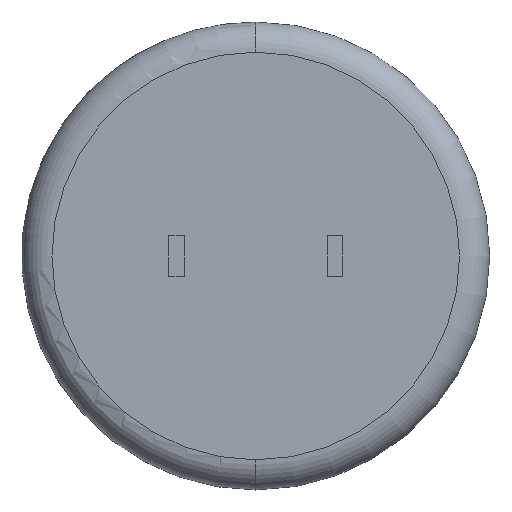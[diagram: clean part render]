
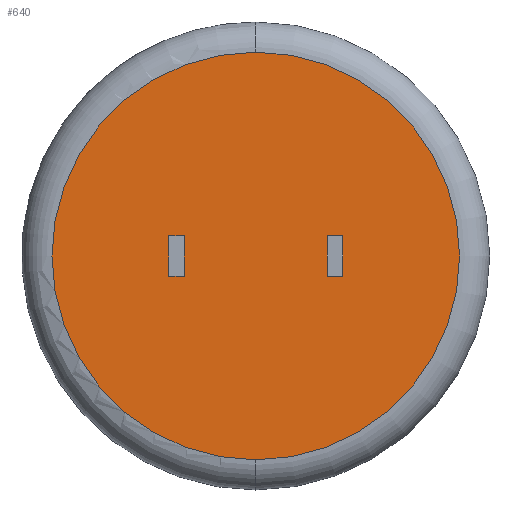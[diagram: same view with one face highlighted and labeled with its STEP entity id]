
A CAD part, front view. The second image highlights one B-rep face of the part: STEP entity #640.
In plain terms, the highlighted planar face has unit normal (0, -1, 0).
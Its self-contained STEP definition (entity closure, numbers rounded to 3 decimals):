
#11 = CARTESIAN_POINT ( 'NONE',  ( -2.79, 0., -0.65 ) ) ;
#20 = CARTESIAN_POINT ( 'NONE',  ( -2.79, 0., 0.65 ) ) ;
#70 = EDGE_CURVE ( 'NONE', #739, #2677, #599, .T. ) ;
#91 = CARTESIAN_POINT ( 'NONE',  ( -2.79, 0., -0.65 ) ) ;
#123 = EDGE_CURVE ( 'NONE', #1278, #196, #737, .T. ) ;
#130 = VECTOR ( 'NONE', #2511, 1000. ) ;
#161 = LINE ( 'NONE', #1660, #759 ) ;
#171 = ORIENTED_EDGE ( 'NONE', *, *, #398, .F. ) ;
#183 = CARTESIAN_POINT ( 'NONE',  ( 0., 0., 0. ) ) ;
#196 = VERTEX_POINT ( 'NONE', #894 ) ;
#208 = CARTESIAN_POINT ( 'NONE',  ( 0., 0., 0. ) ) ;
#224 = VERTEX_POINT ( 'NONE', #11 ) ;
#236 = DIRECTION ( 'NONE',  ( 1., 0., 0. ) ) ;
#398 = EDGE_CURVE ( 'NONE', #224, #1084, #863, .T. ) ;
#436 = LINE ( 'NONE', #724, #1849 ) ;
#454 = AXIS2_PLACEMENT_3D ( 'NONE', #208, #1116, #2593 ) ;
#478 = DIRECTION ( 'NONE',  ( -1., 0., 0. ) ) ;
#506 = CARTESIAN_POINT ( 'NONE',  ( 2.79, 0., 0. ) ) ;
#555 = CARTESIAN_POINT ( 'NONE',  ( 2.79, 0., -0.65 ) ) ;
#567 = CARTESIAN_POINT ( 'NONE',  ( -2.79, 0., 0.65 ) ) ;
#599 = LINE ( 'NONE', #609, #2101 ) ;
#609 = CARTESIAN_POINT ( 'NONE',  ( 2.29, 0., -0.65 ) ) ;
#621 = DIRECTION ( 'NONE',  ( 0., 0., -1. ) ) ;
#640 = ADVANCED_FACE ( 'NONE', ( #1208, #1588, #1686 ), #1910, .F. ) ;
#674 = DIRECTION ( 'NONE',  ( 0., 0., 1. ) ) ;
#724 = CARTESIAN_POINT ( 'NONE',  ( 2.29, 0., 0.65 ) ) ;
#725 = VERTEX_POINT ( 'NONE', #2351 ) ;
#727 = LINE ( 'NONE', #1266, #1328 ) ;
#737 = LINE ( 'NONE', #20, #2567 ) ;
#739 = VERTEX_POINT ( 'NONE', #1111 ) ;
#759 = VECTOR ( 'NONE', #621, 1000. ) ;
#821 = DIRECTION ( 'NONE',  ( 0., 1., 0. ) ) ;
#837 = DIRECTION ( 'NONE',  ( 0., 0., -1. ) ) ;
#851 = LINE ( 'NONE', #506, #2316 ) ;
#863 = LINE ( 'NONE', #91, #130 ) ;
#869 = ORIENTED_EDGE ( 'NONE', *, *, #1836, .F. ) ;
#887 = AXIS2_PLACEMENT_3D ( 'NONE', #2548, #1057, #674 ) ;
#894 = CARTESIAN_POINT ( 'NONE',  ( -2.29, 0., 0.65 ) ) ;
#896 = LINE ( 'NONE', #1566, #1125 ) ;
#897 = EDGE_CURVE ( 'NONE', #224, #1278, #896, .T. ) ;
#986 = ORIENTED_EDGE ( 'NONE', *, *, #2156, .F. ) ;
#992 = CARTESIAN_POINT ( 'NONE',  ( 2.29, 0., 0.65 ) ) ;
#1057 = DIRECTION ( 'NONE',  ( 0., -1., 0. ) ) ;
#1084 = VERTEX_POINT ( 'NONE', #1194 ) ;
#1111 = CARTESIAN_POINT ( 'NONE',  ( 2.29, 0., -0.65 ) ) ;
#1116 = DIRECTION ( 'NONE',  ( 0., -1., 0. ) ) ;
#1121 = ORIENTED_EDGE ( 'NONE', *, *, #123, .T. ) ;
#1125 = VECTOR ( 'NONE', #1985, 1000. ) ;
#1161 = CIRCLE ( 'NONE', #454, 6.532 ) ;
#1170 = AXIS2_PLACEMENT_3D ( 'NONE', #183, #821, #2748 ) ;
#1194 = CARTESIAN_POINT ( 'NONE',  ( -2.29, 0., -0.65 ) ) ;
#1208 = FACE_OUTER_BOUND ( 'NONE', #1487, .T. ) ;
#1266 = CARTESIAN_POINT ( 'NONE',  ( 2.29, 0., -0.65 ) ) ;
#1278 = VERTEX_POINT ( 'NONE', #567 ) ;
#1328 = VECTOR ( 'NONE', #837, 1000. ) ;
#1343 = EDGE_CURVE ( 'NONE', #2610, #725, #2630, .T. ) ;
#1455 = ORIENTED_EDGE ( 'NONE', *, *, #70, .F. ) ;
#1487 = EDGE_LOOP ( 'NONE', ( #1696, #2402 ) ) ;
#1499 = EDGE_LOOP ( 'NONE', ( #869, #1575, #986, #1455 ) ) ;
#1535 = EDGE_LOOP ( 'NONE', ( #2100, #1121, #2437, #171 ) ) ;
#1566 = CARTESIAN_POINT ( 'NONE',  ( -2.79, 0., 0. ) ) ;
#1575 = ORIENTED_EDGE ( 'NONE', *, *, #2529, .F. ) ;
#1588 = FACE_BOUND ( 'NONE', #1535, .T. ) ;
#1660 = CARTESIAN_POINT ( 'NONE',  ( -2.29, 0., 0.65 ) ) ;
#1686 = FACE_BOUND ( 'NONE', #1499, .T. ) ;
#1696 = ORIENTED_EDGE ( 'NONE', *, *, #2423, .T. ) ;
#1752 = VERTEX_POINT ( 'NONE', #992 ) ;
#1806 = CARTESIAN_POINT ( 'NONE',  ( 0., 0., -6.532 ) ) ;
#1836 = EDGE_CURVE ( 'NONE', #1752, #739, #727, .T. ) ;
#1849 = VECTOR ( 'NONE', #478, 1000. ) ;
#1850 = EDGE_CURVE ( 'NONE', #196, #1084, #161, .T. ) ;
#1903 = DIRECTION ( 'NONE',  ( 1., 0., 0. ) ) ;
#1910 = PLANE ( 'NONE',  #1170 ) ;
#1985 = DIRECTION ( 'NONE',  ( 0., 0., 1. ) ) ;
#2100 = ORIENTED_EDGE ( 'NONE', *, *, #897, .T. ) ;
#2101 = VECTOR ( 'NONE', #1903, 1000. ) ;
#2156 = EDGE_CURVE ( 'NONE', #2677, #2253, #851, .T. ) ;
#2212 = DIRECTION ( 'NONE',  ( 0., 0., 1. ) ) ;
#2247 = CARTESIAN_POINT ( 'NONE',  ( 2.79, 0., 0.65 ) ) ;
#2253 = VERTEX_POINT ( 'NONE', #2247 ) ;
#2316 = VECTOR ( 'NONE', #2212, 1000. ) ;
#2351 = CARTESIAN_POINT ( 'NONE',  ( 0., 0., 6.532 ) ) ;
#2402 = ORIENTED_EDGE ( 'NONE', *, *, #1343, .T. ) ;
#2423 = EDGE_CURVE ( 'NONE', #725, #2610, #1161, .T. ) ;
#2437 = ORIENTED_EDGE ( 'NONE', *, *, #1850, .T. ) ;
#2511 = DIRECTION ( 'NONE',  ( 1., 0., 0. ) ) ;
#2529 = EDGE_CURVE ( 'NONE', #2253, #1752, #436, .T. ) ;
#2548 = CARTESIAN_POINT ( 'NONE',  ( 0., 0., 0. ) ) ;
#2567 = VECTOR ( 'NONE', #236, 1000. ) ;
#2593 = DIRECTION ( 'NONE',  ( 0., 0., 1. ) ) ;
#2610 = VERTEX_POINT ( 'NONE', #1806 ) ;
#2630 = CIRCLE ( 'NONE', #887, 6.532 ) ;
#2677 = VERTEX_POINT ( 'NONE', #555 ) ;
#2748 = DIRECTION ( 'NONE',  ( 0., 0., 1. ) ) ;
